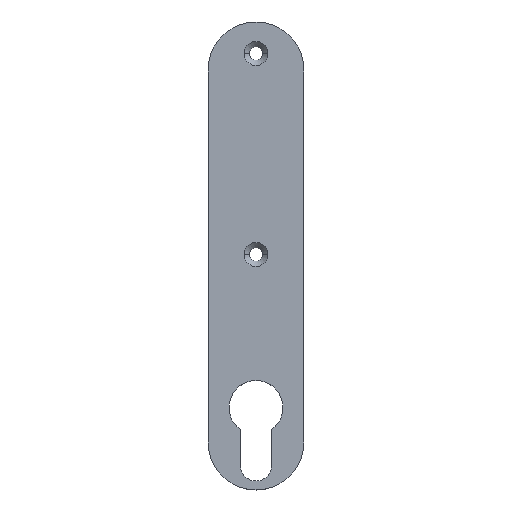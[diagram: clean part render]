
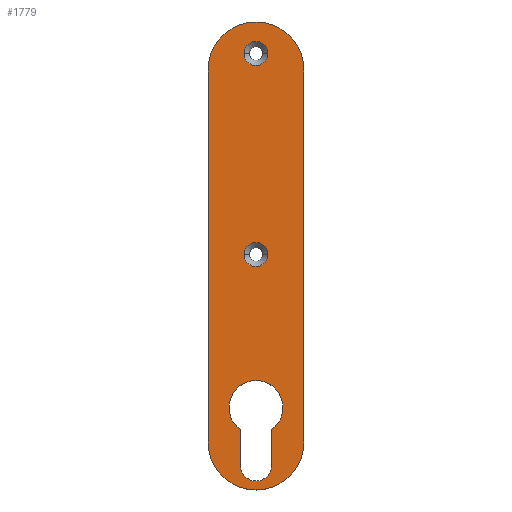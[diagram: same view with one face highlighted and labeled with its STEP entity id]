
A CAD part, top view. The second image highlights one B-rep face of the part: STEP entity #1779.
In plain terms, the highlighted planar face has unit normal (0, 0, 1).
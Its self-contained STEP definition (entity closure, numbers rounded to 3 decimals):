
#46 = CARTESIAN_POINT ( 'NONE',  ( 0., -50.5, 6. ) ) ;
#115 = CARTESIAN_POINT ( 'NONE',  ( -9., -50.5, 6. ) ) ;
#159 = EDGE_CURVE ( 'NONE', #4601, #2399, #1301, .T. ) ;
#272 = CARTESIAN_POINT ( 'NONE',  ( -5.25, -57.81, 6. ) ) ;
#408 = VERTEX_POINT ( 'NONE', #7068 ) ;
#461 = AXIS2_PLACEMENT_3D ( 'NONE', #6110, #6214, #7744 ) ;
#500 = DIRECTION ( 'NONE',  ( 1., 0., 0. ) ) ;
#640 = ORIENTED_EDGE ( 'NONE', *, *, #991, .T. ) ;
#764 = DIRECTION ( 'NONE',  ( 1., 0., 0. ) ) ;
#769 = AXIS2_PLACEMENT_3D ( 'NONE', #1405, #7488, #2832 ) ;
#776 = VECTOR ( 'NONE', #6389, 1000. ) ;
#825 = DIRECTION ( 'NONE',  ( 1., 0., 0. ) ) ;
#839 = AXIS2_PLACEMENT_3D ( 'NONE', #9816, #5256, #764 ) ;
#845 = CARTESIAN_POINT ( 'NONE',  ( 0., -69.75, 6. ) ) ;
#991 = EDGE_CURVE ( 'NONE', #2384, #5326, #4386, .T. ) ;
#1030 = ORIENTED_EDGE ( 'NONE', *, *, #3487, .T. ) ;
#1043 = EDGE_CURVE ( 'NONE', #7415, #1578, #9740, .T. ) ;
#1176 = CARTESIAN_POINT ( 'NONE',  ( 0., -78., 6. ) ) ;
#1220 = EDGE_LOOP ( 'NONE', ( #3991, #2129, #9285, #7694, #7615, #2611 ) ) ;
#1228 = EDGE_CURVE ( 'NONE', #9726, #6211, #9233, .T. ) ;
#1271 = VERTEX_POINT ( 'NONE', #5618 ) ;
#1287 = CARTESIAN_POINT ( 'NONE',  ( -4., 0.5, 6. ) ) ;
#1301 = CIRCLE ( 'NONE', #7783, 4. ) ;
#1396 = CIRCLE ( 'NONE', #8623, 5.25 ) ;
#1405 = CARTESIAN_POINT ( 'NONE',  ( 0., -62., 6. ) ) ;
#1578 = VERTEX_POINT ( 'NONE', #115 ) ;
#1779 = ADVANCED_FACE ( 'NONE', ( #6719, #1821, #7777, #8371 ), #5156, .T. ) ;
#1821 = FACE_BOUND ( 'NONE', #7778, .T. ) ;
#1967 = LINE ( 'NONE', #6773, #8037 ) ;
#1996 = DIRECTION ( 'NONE',  ( 0., 0., -1. ) ) ;
#2110 = AXIS2_PLACEMENT_3D ( 'NONE', #8606, #5583, #2542 ) ;
#2129 = ORIENTED_EDGE ( 'NONE', *, *, #9666, .F. ) ;
#2187 = CARTESIAN_POINT ( 'NONE',  ( 0., 0.5, 6. ) ) ;
#2384 = VERTEX_POINT ( 'NONE', #1176 ) ;
#2399 = VERTEX_POINT ( 'NONE', #1287 ) ;
#2453 = ORIENTED_EDGE ( 'NONE', *, *, #6690, .T. ) ;
#2542 = DIRECTION ( 'NONE',  ( 1., 0., 0. ) ) ;
#2579 = CARTESIAN_POINT ( 'NONE',  ( 5.25, -57.81, 6. ) ) ;
#2611 = ORIENTED_EDGE ( 'NONE', *, *, #4767, .F. ) ;
#2651 = EDGE_CURVE ( 'NONE', #7099, #4606, #5945, .T. ) ;
#2828 = CIRCLE ( 'NONE', #5757, 4. ) ;
#2832 = DIRECTION ( 'NONE',  ( 1., 0., 0. ) ) ;
#2857 = EDGE_CURVE ( 'NONE', #5326, #4419, #3065, .T. ) ;
#2905 = VERTEX_POINT ( 'NONE', #272 ) ;
#2943 = CARTESIAN_POINT ( 'NONE',  ( 16., 78., 6. ) ) ;
#2948 = CIRCLE ( 'NONE', #839, 16. ) ;
#2950 = CARTESIAN_POINT ( 'NONE',  ( 9., -50.5, 6. ) ) ;
#3065 = LINE ( 'NONE', #2943, #8425 ) ;
#3125 = AXIS2_PLACEMENT_3D ( 'NONE', #7374, #5190, #7477 ) ;
#3275 = EDGE_CURVE ( 'NONE', #8813, #1271, #2828, .T. ) ;
#3487 = EDGE_CURVE ( 'NONE', #1271, #8813, #8535, .T. ) ;
#3607 = DIRECTION ( 'NONE',  ( 0., 0., 1. ) ) ;
#3634 = CIRCLE ( 'NONE', #2110, 16. ) ;
#3707 = ORIENTED_EDGE ( 'NONE', *, *, #159, .T. ) ;
#3756 = CARTESIAN_POINT ( 'NONE',  ( 4., 0.5, 6. ) ) ;
#3774 = CARTESIAN_POINT ( 'NONE',  ( 0., 62., 6. ) ) ;
#3930 = EDGE_CURVE ( 'NONE', #408, #2384, #2948, .T. ) ;
#3954 = AXIS2_PLACEMENT_3D ( 'NONE', #3774, #9090, #4540 ) ;
#3963 = ORIENTED_EDGE ( 'NONE', *, *, #2857, .T. ) ;
#3971 = EDGE_CURVE ( 'NONE', #6211, #7415, #7339, .T. ) ;
#3991 = ORIENTED_EDGE ( 'NONE', *, *, #5526, .F. ) ;
#4093 = DIRECTION ( 'NONE',  ( 1., 0., 0. ) ) ;
#4286 = EDGE_LOOP ( 'NONE', ( #6956, #640, #3963, #2453, #4403, #9831 ) ) ;
#4386 = CIRCLE ( 'NONE', #769, 16. ) ;
#4403 = ORIENTED_EDGE ( 'NONE', *, *, #2651, .T. ) ;
#4419 = VERTEX_POINT ( 'NONE', #6968 ) ;
#4540 = DIRECTION ( 'NONE',  ( 1., 0., 0. ) ) ;
#4601 = VERTEX_POINT ( 'NONE', #3756 ) ;
#4606 = VERTEX_POINT ( 'NONE', #7345 ) ;
#4767 = EDGE_CURVE ( 'NONE', #7180, #9726, #1396, .T. ) ;
#4919 = AXIS2_PLACEMENT_3D ( 'NONE', #6427, #8686, #4093 ) ;
#5156 = PLANE ( 'NONE',  #3125 ) ;
#5190 = DIRECTION ( 'NONE',  ( 0., 0., 1. ) ) ;
#5256 = DIRECTION ( 'NONE',  ( 0., 0., 1. ) ) ;
#5270 = CARTESIAN_POINT ( 'NONE',  ( 0., 0.5, 6. ) ) ;
#5326 = VERTEX_POINT ( 'NONE', #6083 ) ;
#5381 = DIRECTION ( 'NONE',  ( 0., 0., 1. ) ) ;
#5427 = AXIS2_PLACEMENT_3D ( 'NONE', #6438, #5749, #6548 ) ;
#5526 = EDGE_CURVE ( 'NONE', #2905, #7180, #5899, .T. ) ;
#5531 = EDGE_LOOP ( 'NONE', ( #1030, #9840 ) ) ;
#5538 = CARTESIAN_POINT ( 'NONE',  ( 5.25, -57.81, 6. ) ) ;
#5569 = CARTESIAN_POINT ( 'NONE',  ( 5.25, -69.75, 6. ) ) ;
#5583 = DIRECTION ( 'NONE',  ( 0., 0., 1. ) ) ;
#5618 = CARTESIAN_POINT ( 'NONE',  ( 4., 67.5, 6. ) ) ;
#5749 = DIRECTION ( 'NONE',  ( 0., 0., 1. ) ) ;
#5757 = AXIS2_PLACEMENT_3D ( 'NONE', #6559, #1996, #500 ) ;
#5899 = LINE ( 'NONE', #9412, #776 ) ;
#5909 = CIRCLE ( 'NONE', #4919, 9. ) ;
#5945 = CIRCLE ( 'NONE', #3954, 16. ) ;
#6083 = CARTESIAN_POINT ( 'NONE',  ( 16., -62., 6. ) ) ;
#6110 = CARTESIAN_POINT ( 'NONE',  ( 0., 67.5, 6. ) ) ;
#6211 = VERTEX_POINT ( 'NONE', #5538 ) ;
#6214 = DIRECTION ( 'NONE',  ( 0., 0., -1. ) ) ;
#6315 = EDGE_CURVE ( 'NONE', #4606, #408, #1967, .T. ) ;
#6389 = DIRECTION ( 'NONE',  ( 0., -1., 0. ) ) ;
#6427 = CARTESIAN_POINT ( 'NONE',  ( 0., -50.5, 6. ) ) ;
#6438 = CARTESIAN_POINT ( 'NONE',  ( 0., -50.5, 6. ) ) ;
#6548 = DIRECTION ( 'NONE',  ( 1., 0., 0. ) ) ;
#6559 = CARTESIAN_POINT ( 'NONE',  ( 0., 67.5, 6. ) ) ;
#6690 = EDGE_CURVE ( 'NONE', #4419, #7099, #3634, .T. ) ;
#6709 = DIRECTION ( 'NONE',  ( 0., -1., 0. ) ) ;
#6719 = FACE_BOUND ( 'NONE', #5531, .T. ) ;
#6773 = CARTESIAN_POINT ( 'NONE',  ( -16., 78., 6. ) ) ;
#6843 = DIRECTION ( 'NONE',  ( 0., 0., -1. ) ) ;
#6956 = ORIENTED_EDGE ( 'NONE', *, *, #3930, .T. ) ;
#6968 = CARTESIAN_POINT ( 'NONE',  ( 16., 62., 6. ) ) ;
#7032 = CARTESIAN_POINT ( 'NONE',  ( -4., 67.5, 6. ) ) ;
#7068 = CARTESIAN_POINT ( 'NONE',  ( -16., -62., 6. ) ) ;
#7099 = VERTEX_POINT ( 'NONE', #9344 ) ;
#7180 = VERTEX_POINT ( 'NONE', #8673 ) ;
#7214 = VECTOR ( 'NONE', #9439, 1000. ) ;
#7339 = CIRCLE ( 'NONE', #5427, 9. ) ;
#7345 = CARTESIAN_POINT ( 'NONE',  ( -16., 62., 6. ) ) ;
#7374 = CARTESIAN_POINT ( 'NONE',  ( 0., 0., 6. ) ) ;
#7415 = VERTEX_POINT ( 'NONE', #2950 ) ;
#7430 = EDGE_CURVE ( 'NONE', #2399, #4601, #7802, .T. ) ;
#7477 = DIRECTION ( 'NONE',  ( 1., 0., 0. ) ) ;
#7488 = DIRECTION ( 'NONE',  ( 0., 0., 1. ) ) ;
#7615 = ORIENTED_EDGE ( 'NONE', *, *, #1228, .F. ) ;
#7694 = ORIENTED_EDGE ( 'NONE', *, *, #3971, .F. ) ;
#7744 = DIRECTION ( 'NONE',  ( 1., 0., 0. ) ) ;
#7777 = FACE_BOUND ( 'NONE', #1220, .T. ) ;
#7778 = EDGE_LOOP ( 'NONE', ( #3707, #9632 ) ) ;
#7783 = AXIS2_PLACEMENT_3D ( 'NONE', #5270, #6843, #8240 ) ;
#7792 = AXIS2_PLACEMENT_3D ( 'NONE', #2187, #8925, #8855 ) ;
#7802 = CIRCLE ( 'NONE', #7792, 4. ) ;
#8037 = VECTOR ( 'NONE', #6709, 1000. ) ;
#8237 = AXIS2_PLACEMENT_3D ( 'NONE', #46, #5381, #825 ) ;
#8240 = DIRECTION ( 'NONE',  ( 1., 0., 0. ) ) ;
#8263 = DIRECTION ( 'NONE',  ( 0., 1., 0. ) ) ;
#8368 = DIRECTION ( 'NONE',  ( 1., 0., 0. ) ) ;
#8371 = FACE_OUTER_BOUND ( 'NONE', #4286, .T. ) ;
#8425 = VECTOR ( 'NONE', #8263, 1000. ) ;
#8535 = CIRCLE ( 'NONE', #461, 4. ) ;
#8606 = CARTESIAN_POINT ( 'NONE',  ( 0., 62., 6. ) ) ;
#8623 = AXIS2_PLACEMENT_3D ( 'NONE', #845, #3607, #8368 ) ;
#8673 = CARTESIAN_POINT ( 'NONE',  ( -5.25, -69.75, 6. ) ) ;
#8686 = DIRECTION ( 'NONE',  ( 0., 0., 1. ) ) ;
#8813 = VERTEX_POINT ( 'NONE', #7032 ) ;
#8855 = DIRECTION ( 'NONE',  ( 1., 0., 0. ) ) ;
#8925 = DIRECTION ( 'NONE',  ( 0., 0., -1. ) ) ;
#9090 = DIRECTION ( 'NONE',  ( 0., 0., 1. ) ) ;
#9233 = LINE ( 'NONE', #2579, #7214 ) ;
#9285 = ORIENTED_EDGE ( 'NONE', *, *, #1043, .F. ) ;
#9344 = CARTESIAN_POINT ( 'NONE',  ( 0., 78., 6. ) ) ;
#9412 = CARTESIAN_POINT ( 'NONE',  ( -5.25, -69.75, 6. ) ) ;
#9439 = DIRECTION ( 'NONE',  ( 0., 1., 0. ) ) ;
#9632 = ORIENTED_EDGE ( 'NONE', *, *, #7430, .T. ) ;
#9666 = EDGE_CURVE ( 'NONE', #1578, #2905, #5909, .T. ) ;
#9726 = VERTEX_POINT ( 'NONE', #5569 ) ;
#9740 = CIRCLE ( 'NONE', #8237, 9. ) ;
#9816 = CARTESIAN_POINT ( 'NONE',  ( 0., -62., 6. ) ) ;
#9831 = ORIENTED_EDGE ( 'NONE', *, *, #6315, .T. ) ;
#9840 = ORIENTED_EDGE ( 'NONE', *, *, #3275, .T. ) ;
